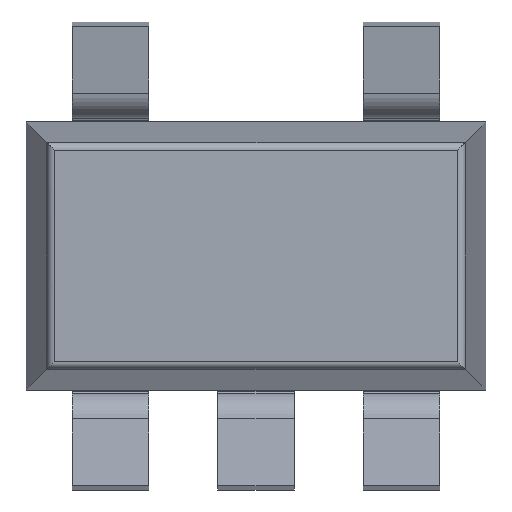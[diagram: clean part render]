
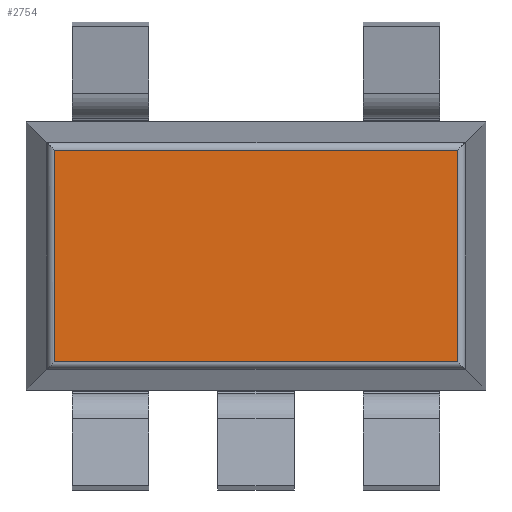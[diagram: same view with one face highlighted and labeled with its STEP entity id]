
A CAD part, front view. The second image highlights one B-rep face of the part: STEP entity #2754.
In plain terms, the highlighted planar face has unit normal (0, -1, 0).
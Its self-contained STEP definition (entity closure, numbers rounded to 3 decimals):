
#224 = VERTEX_POINT ( 'NONE', #3178 ) ;
#296 = CARTESIAN_POINT ( 'NONE',  ( -1.316, 0., 0.691 ) ) ;
#648 = FACE_OUTER_BOUND ( 'NONE', #3847, .T. ) ;
#751 = LINE ( 'NONE', #885, #2376 ) ;
#832 = LINE ( 'NONE', #3079, #1188 ) ;
#885 = CARTESIAN_POINT ( 'NONE',  ( 0., 0., -0.691 ) ) ;
#887 = LINE ( 'NONE', #4211, #2505 ) ;
#1088 = AXIS2_PLACEMENT_3D ( 'NONE', #3284, #1152, #3630 ) ;
#1118 = PLANE ( 'NONE',  #1088 ) ;
#1120 = LINE ( 'NONE', #4006, #4397 ) ;
#1152 = DIRECTION ( 'NONE',  ( 0., -1., 0. ) ) ;
#1188 = VECTOR ( 'NONE', #1629, 1000. ) ;
#1541 = ORIENTED_EDGE ( 'NONE', *, *, #3467, .T. ) ;
#1629 = DIRECTION ( 'NONE',  ( -1., 0., 0. ) ) ;
#2062 = CARTESIAN_POINT ( 'NONE',  ( 1.316, 0., 0.691 ) ) ;
#2356 = ORIENTED_EDGE ( 'NONE', *, *, #4317, .T. ) ;
#2376 = VECTOR ( 'NONE', #2603, 1000. ) ;
#2479 = EDGE_CURVE ( 'NONE', #2667, #2695, #832, .T. ) ;
#2505 = VECTOR ( 'NONE', #2538, 1000. ) ;
#2538 = DIRECTION ( 'NONE',  ( 0., 0., 1. ) ) ;
#2603 = DIRECTION ( 'NONE',  ( 1., 0., 0. ) ) ;
#2667 = VERTEX_POINT ( 'NONE', #2062 ) ;
#2695 = VERTEX_POINT ( 'NONE', #296 ) ;
#2754 = ADVANCED_FACE ( 'NONE', ( #648 ), #1118, .T. ) ;
#2961 = DIRECTION ( 'NONE',  ( 0., 0., -1. ) ) ;
#3079 = CARTESIAN_POINT ( 'NONE',  ( 0., 0., 0.691 ) ) ;
#3178 = CARTESIAN_POINT ( 'NONE',  ( 1.316, 0., -0.691 ) ) ;
#3187 = ORIENTED_EDGE ( 'NONE', *, *, #4265, .T. ) ;
#3284 = CARTESIAN_POINT ( 'NONE',  ( 0., 0., 0. ) ) ;
#3467 = EDGE_CURVE ( 'NONE', #224, #2667, #887, .T. ) ;
#3506 = VERTEX_POINT ( 'NONE', #3571 ) ;
#3571 = CARTESIAN_POINT ( 'NONE',  ( -1.316, 0., -0.691 ) ) ;
#3630 = DIRECTION ( 'NONE',  ( 0., 0., -1. ) ) ;
#3847 = EDGE_LOOP ( 'NONE', ( #2356, #1541, #4158, #3187 ) ) ;
#4006 = CARTESIAN_POINT ( 'NONE',  ( -1.316, 0., 0. ) ) ;
#4158 = ORIENTED_EDGE ( 'NONE', *, *, #2479, .T. ) ;
#4211 = CARTESIAN_POINT ( 'NONE',  ( 1.316, 0., 0. ) ) ;
#4265 = EDGE_CURVE ( 'NONE', #2695, #3506, #1120, .T. ) ;
#4317 = EDGE_CURVE ( 'NONE', #3506, #224, #751, .T. ) ;
#4397 = VECTOR ( 'NONE', #2961, 1000. ) ;
